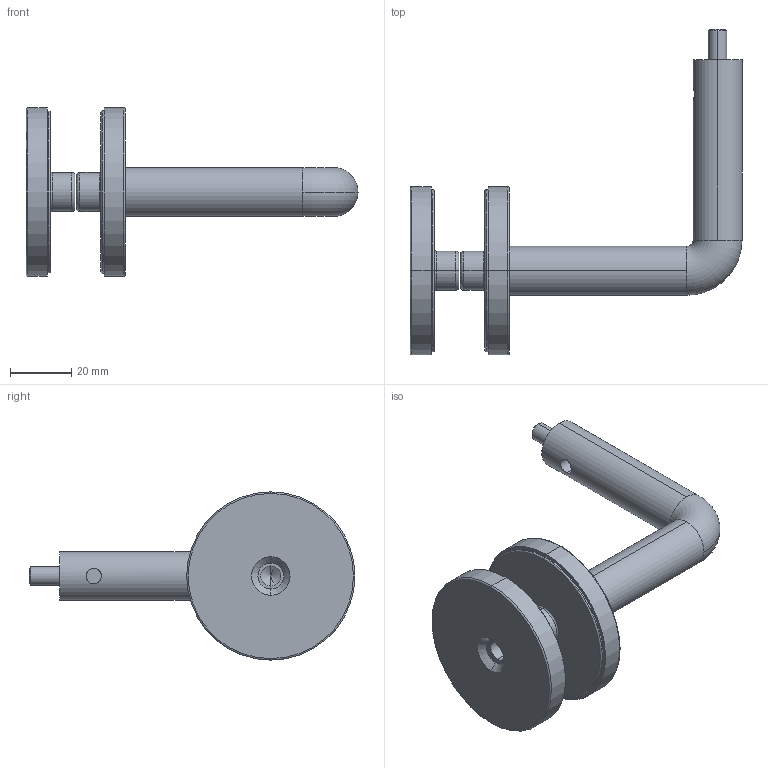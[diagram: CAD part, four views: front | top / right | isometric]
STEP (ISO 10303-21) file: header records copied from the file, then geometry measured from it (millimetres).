
FILE_DESCRIPTION (( 'STEP AP203' ), '1' );
FILE_NAME ('3D_GW2584_42.4_188672910.STEP', '2024-09-27T10:50:03', ( '' ), ( '' ), 'SwSTEP 2.0', 'SolidWorks 2024', '' );
FILE_SCHEMA (( 'CONFIG_CONTROL_DESIGN' ));
Length unit declared in the file: millimetre
Products named in the file (1): 3D_GW2584_42.4_188672910
Bounding box: 108.5 x 106.5 x 55 mm (x, y, z)
Volume: 62714.3 mm3; surface area: 32441.7 mm2
Topology: 4 solids, 4 shells, 69 faces, 142 edges, 87 vertices
Faces by surface type: cylinder 30, torus 18, plane 15, cone 6
Entity records: 1985 total; most frequent: DIRECTION 380, CARTESIAN_POINT 359, ORIENTED_EDGE 280, AXIS2_PLACEMENT_3D 172, EDGE_CURVE 140, CIRCLE 102, VERTEX_POINT 87, EDGE_LOOP 83
